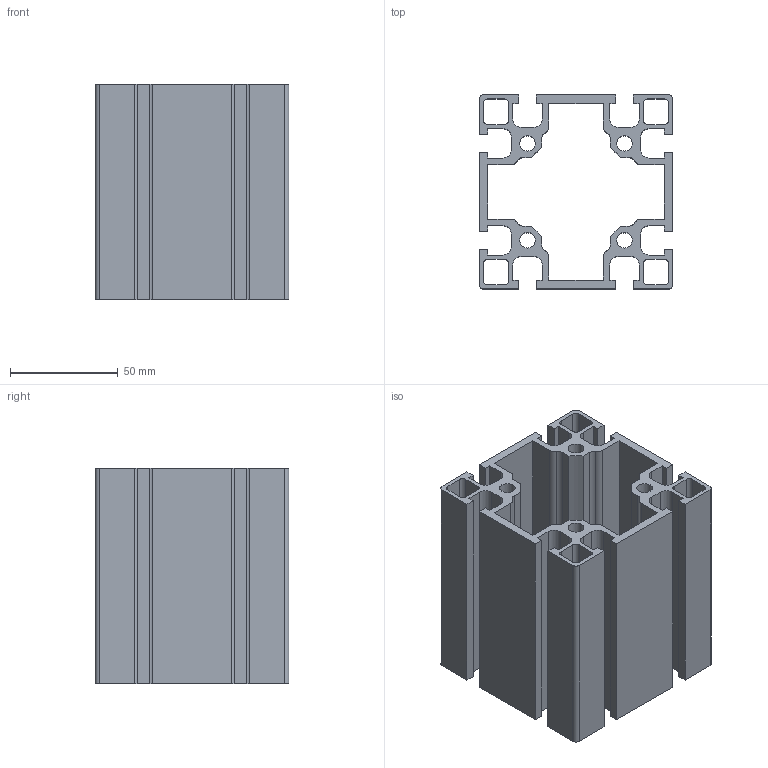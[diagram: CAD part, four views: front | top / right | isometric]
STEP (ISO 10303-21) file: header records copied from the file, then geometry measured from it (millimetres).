
FILE_DESCRIPTION((''),'2;1');
FILE_NAME('K_109091_100.stp','2013-02-18T10:53:48',('VeronikaF'),(''),'Autodesk Inventor 2011','Autodesk Inventor 2011','');
FILE_SCHEMA(('AUTOMOTIVE_DESIGN { 1 0 10303 214 1 1 1 1 }'));
Length unit declared in the file: millimetre
Products named in the file (1): 109091
Bounding box: 90 x 90 x 100 mm (x, y, z)
Volume: 206509.5 mm3; surface area: 126606.9 mm2
Topology: 1 solids, 1 shells, 166 faces, 492 edges, 328 vertices
Faces by surface type: plane 106, cylinder 60
Full cylindrical faces by diameter (mm): 7.2 x4
Entity records: 5598 total; most frequent: CARTESIAN_POINT 983, ORIENTED_EDGE 976, DIRECTION 942, EDGE_CURVE 488, VECTOR 368, LINE 368, VERTEX_POINT 328, AXIS2_PLACEMENT_3D 287
